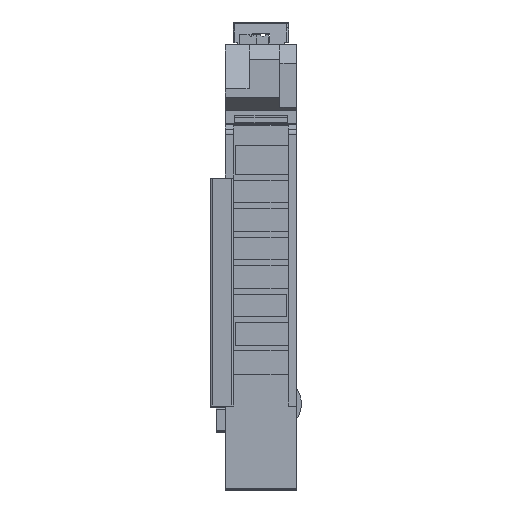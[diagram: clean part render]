
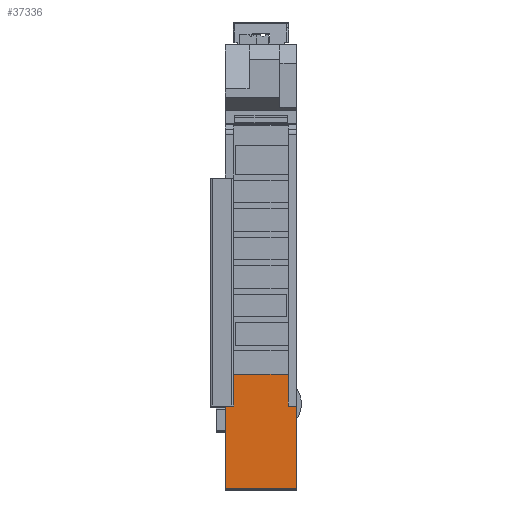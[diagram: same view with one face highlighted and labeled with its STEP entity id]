
A CAD part, top view. The second image highlights one B-rep face of the part: STEP entity #37336.
In plain terms, the highlighted planar face has unit normal (0, 0, 1).
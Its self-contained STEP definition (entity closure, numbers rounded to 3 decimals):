
#597=DIRECTION('',(0.,-1.,0.));
#598=VECTOR('',#597,13.95);
#599=CARTESIAN_POINT('',(6.,3.95,52.5));
#600=LINE('',#599,#598);
#1638=CARTESIAN_POINT('',(-4.603,4.,52.5));
#3641=DIRECTION('',(0.,-1.,0.));
#3642=VECTOR('',#3641,13.95);
#3643=CARTESIAN_POINT('',(-6.,3.95,52.5));
#3644=LINE('',#3643,#3642);
#6235=DIRECTION('',(1.,0.,0.));
#6236=VECTOR('',#6235,9.203);
#6237=CARTESIAN_POINT('',(-4.603,9.4,52.5));
#6238=LINE('',#6237,#6236);
#6239=DIRECTION('',(0.,1.,0.));
#6240=VECTOR('',#6239,5.4);
#6241=CARTESIAN_POINT('',(4.6,4.,52.5));
#6242=LINE('',#6241,#6240);
#6243=DIRECTION('',(1.,0.,0.));
#6244=VECTOR('',#6243,1.2);
#6245=CARTESIAN_POINT('',(4.6,4.,52.5));
#6246=LINE('',#6245,#6244);
#6247=DIRECTION('',(0.,-1.,0.));
#6248=VECTOR('',#6247,0.05);
#6249=CARTESIAN_POINT('',(5.8,4.,52.5));
#6250=LINE('',#6249,#6248);
#6251=DIRECTION('',(1.,0.,0.));
#6252=VECTOR('',#6251,0.2);
#6253=CARTESIAN_POINT('',(5.8,3.95,52.5));
#6254=LINE('',#6253,#6252);
#6255=DIRECTION('',(1.,0.,0.));
#6256=VECTOR('',#6255,0.2);
#6257=CARTESIAN_POINT('',(-6.,3.95,52.5));
#6258=LINE('',#6257,#6256);
#6259=DIRECTION('',(0.,-1.,0.));
#6260=VECTOR('',#6259,0.05);
#6261=CARTESIAN_POINT('',(-5.8,4.,52.5));
#6262=LINE('',#6261,#6260);
#6263=DIRECTION('',(1.,0.,0.));
#6264=VECTOR('',#6263,1.197);
#6265=CARTESIAN_POINT('',(-5.8,4.,52.5));
#6266=LINE('',#6265,#6264);
#6267=DIRECTION('',(0.,-1.,0.));
#6268=VECTOR('',#6267,5.4);
#6269=CARTESIAN_POINT('',(-4.603,9.4,52.5));
#6270=LINE('',#6269,#6268);
#19353=DIRECTION('',(1.,0.,0.));
#19354=VECTOR('',#19353,12.);
#19355=CARTESIAN_POINT('',(-6.,-10.,52.5));
#19356=LINE('',#19355,#19354);
#27598=CARTESIAN_POINT('',(6.,3.95,52.5));
#27599=VERTEX_POINT('',#27598);
#27604=CARTESIAN_POINT('',(5.8,3.95,52.5));
#27605=VERTEX_POINT('',#27604);
#27608=CARTESIAN_POINT('',(5.8,4.,52.5));
#27609=VERTEX_POINT('',#27608);
#27616=CARTESIAN_POINT('',(-5.8,4.,52.5));
#27617=CARTESIAN_POINT('',(-5.8,3.95,52.5));
#27618=VERTEX_POINT('',#27616);
#27619=VERTEX_POINT('',#27617);
#27620=CARTESIAN_POINT('',(-6.,3.95,52.5));
#27621=VERTEX_POINT('',#27620);
#27662=CARTESIAN_POINT('',(-6.,-10.,52.5));
#27663=VERTEX_POINT('',#27662);
#27666=CARTESIAN_POINT('',(6.,-10.,52.5));
#27667=VERTEX_POINT('',#27666);
#29303=CARTESIAN_POINT('',(4.6,4.,52.5));
#29305=VERTEX_POINT('',#29303);
#29307=VERTEX_POINT('',#1638);
#29387=CARTESIAN_POINT('',(-4.603,9.4,52.5));
#29388=CARTESIAN_POINT('',(4.6,9.4,52.5));
#29389=VERTEX_POINT('',#29387);
#29390=VERTEX_POINT('',#29388);
#37311=CARTESIAN_POINT('',(-6.,4.,52.5));
#37312=DIRECTION('',(0.,0.,1.));
#37313=DIRECTION('',(0.,-1.,0.));
#37314=AXIS2_PLACEMENT_3D('',#37311,#37312,#37313);
#37315=PLANE('',#37314);
#37317=ORIENTED_EDGE('',*,*,#37316,.T.);
#37319=ORIENTED_EDGE('',*,*,#37318,.F.);
#37320=ORIENTED_EDGE('',*,*,#30667,.T.);
#37322=ORIENTED_EDGE('',*,*,#37321,.T.);
#37324=ORIENTED_EDGE('',*,*,#37323,.T.);
#37325=ORIENTED_EDGE('',*,*,#29764,.T.);
#37327=ORIENTED_EDGE('',*,*,#37326,.F.);
#37328=ORIENTED_EDGE('',*,*,#32744,.F.);
#37329=ORIENTED_EDGE('',*,*,#34192,.T.);
#37330=ORIENTED_EDGE('',*,*,#33267,.F.);
#37331=ORIENTED_EDGE('',*,*,#30679,.T.);
#37333=ORIENTED_EDGE('',*,*,#37332,.F.);
#37334=EDGE_LOOP('',(#37317,#37319,#37320,#37322,#37324,#37325,#37327,#37328,
#37329,#37330,#37331,#37333));
#37335=FACE_OUTER_BOUND('',#37334,.F.);
#37336=ADVANCED_FACE('',(#37335),#37315,.T.);
#29764=EDGE_CURVE('',#27599,#27667,#600,.T.);
#30667=EDGE_CURVE('',#29305,#27609,#6246,.T.);
#30679=EDGE_CURVE('',#27618,#29307,#6266,.T.);
#32744=EDGE_CURVE('',#27621,#27663,#3644,.T.);
#33267=EDGE_CURVE('',#27618,#27619,#6262,.T.);
#34192=EDGE_CURVE('',#27621,#27619,#6258,.T.);
#37316=EDGE_CURVE('',#29389,#29390,#6238,.T.);
#37318=EDGE_CURVE('',#29305,#29390,#6242,.T.);
#37321=EDGE_CURVE('',#27609,#27605,#6250,.T.);
#37323=EDGE_CURVE('',#27605,#27599,#6254,.T.);
#37326=EDGE_CURVE('',#27663,#27667,#19356,.T.);
#37332=EDGE_CURVE('',#29389,#29307,#6270,.T.);
